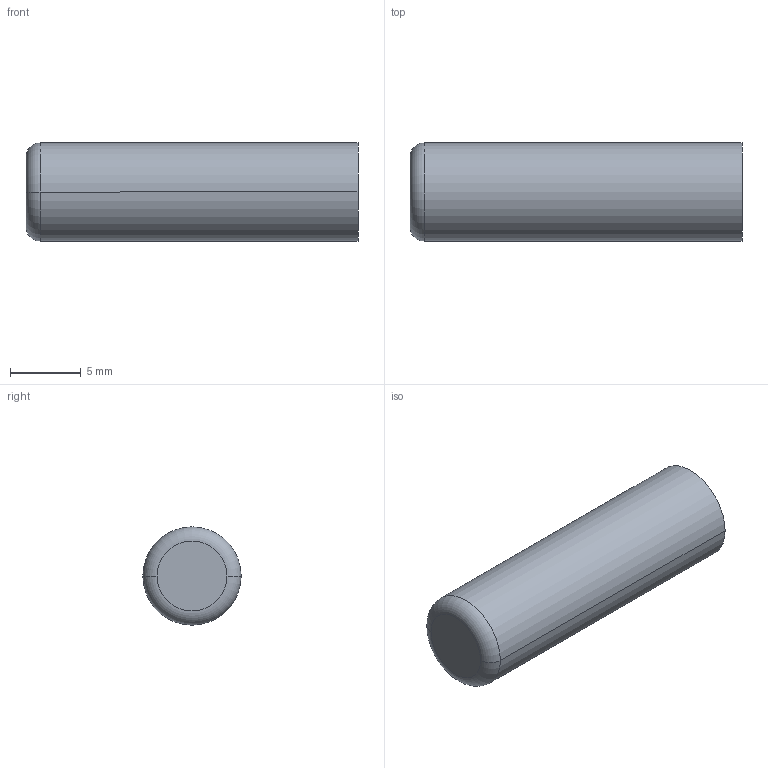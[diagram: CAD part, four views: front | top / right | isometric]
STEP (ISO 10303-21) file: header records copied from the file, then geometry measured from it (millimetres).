
FILE_DESCRIPTION(('CATIA V5 STEP Exchange'),'2;1');
FILE_NAME('BOS_V2_FIX_PIN_2.stp','2023-11-27T11:03:48+00:00',('none'),('none'),'CATIA Unofficial Packaging Version SP3','CATIA V5 STEP AP203','none');
FILE_SCHEMA(('CONFIG_CONTROL_DESIGN'));
Length unit declared in the file: millimetre
Products named in the file (1): BOS_V2_FIX_PIN_2
Bounding box: 23.5 x 6.95 x 6.95 mm (x, y, z)
Volume: 887.1 mm3; surface area: 579.2 mm2
Topology: 1 solids, 1 shells, 6 faces, 10 edges, 6 vertices
Faces by surface type: plane 2, torus 2, cylinder 2
Entity records: 174 total; most frequent: CARTESIAN_POINT 22, DIRECTION 20, ORIENTED_EDGE 20, AXIS2_PLACEMENT_3D 14, EDGE_CURVE 10, CIRCLE 8, ADVANCED_FACE 6, EDGE_LOOP 6
